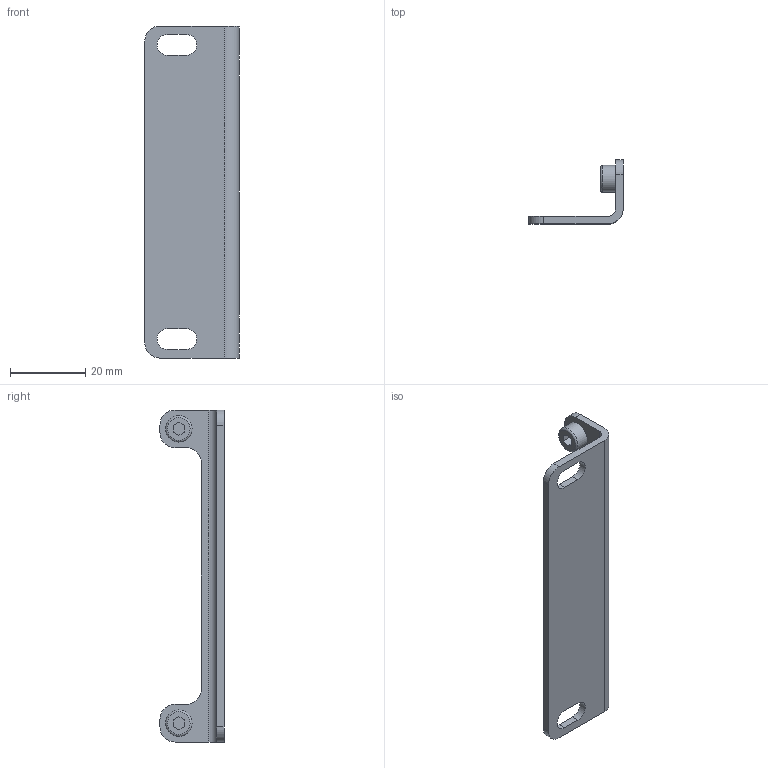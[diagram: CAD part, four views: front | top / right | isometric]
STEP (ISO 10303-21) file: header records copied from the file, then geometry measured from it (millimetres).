
FILE_DESCRIPTION((''),'2;1');
FILE_NAME('2300_50.stp','2006-06-12T17:59:37',('maffial1'),(''),'Autodesk Inventor 11','Autodesk Inventor 11','');
FILE_SCHEMA(('AUTOMOTIVE_DESIGN { 1 0 10303 214 1 1 1 1 }'));
Length unit declared in the file: millimetre
Products named in the file (1): 2300_50
Bounding box: 25 x 17 x 88 mm (x, y, z)
Volume: 5343.7 mm3; surface area: 5946 mm2
Topology: 1 solids, 1 shells, 50 faces, 130 edges, 86 vertices
Faces by surface type: plane 32, cylinder 16, torus 2
Full cylindrical faces by diameter (mm): 7 x2
Entity records: 1543 total; most frequent: CARTESIAN_POINT 263, DIRECTION 262, ORIENTED_EDGE 252, EDGE_CURVE 126, VECTOR 92, LINE 92, VERTEX_POINT 86, AXIS2_PLACEMENT_3D 85
